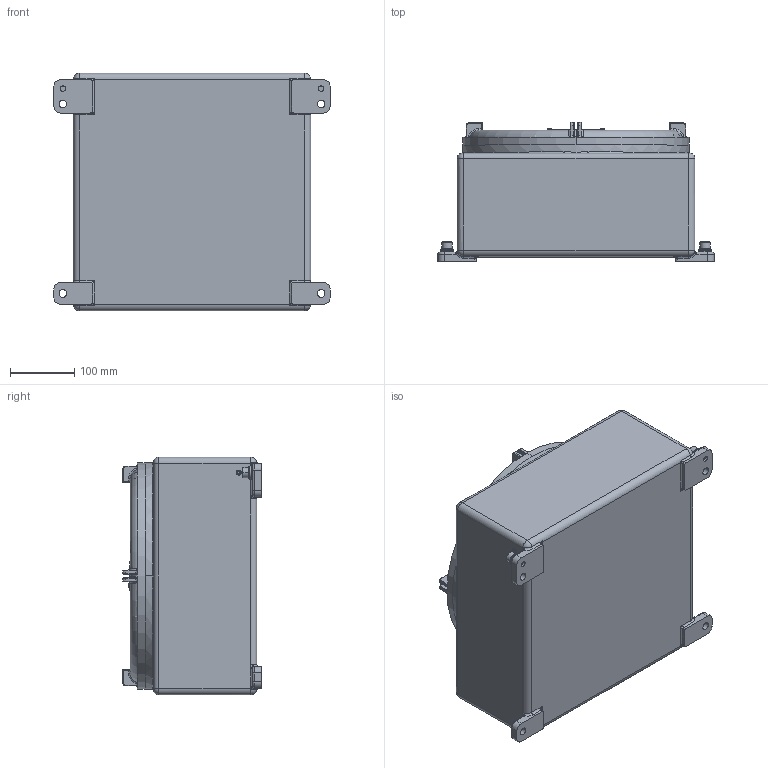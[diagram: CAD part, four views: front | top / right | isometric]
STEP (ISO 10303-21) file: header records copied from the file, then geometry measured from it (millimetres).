
FILE_DESCRIPTION (( 'STEP AP203' ), '1' );
FILE_NAME ('40102040.step', '2019-04-15T14:01:48', ( '' ), ( '' ), 'SwSTEP 2.0', 'SolidWorks 2018', '' );
FILE_SCHEMA (( 'CONFIG_CONTROL_DESIGN' ));
Length unit declared in the file: millimetre
Products named in the file (19): 93428_DIN 912 M6 x 10 --- 10N; 82464; 70653; 93412; 92780; 98063; 70603; 92081; 83159_nur f〉 darstellung; 92783; 40102040; 92793; 40302040; 40000036126_7g; 83156; 93431_EN ISO 4762 M10 x 16 - 16N; 93414; 98086; 40000037272_M3
Assembly tree (34 placements, depth 2):
  40102040
    70603
    82464
    40302040
    98063  x6
    93428_DIN 912 M6 x 10 --- 10N  x5
    98086
    92081  x3
    70653
    92783
    93414  x2
    92780
    93412  x2
    83156  x4
    83159_nur f〉 darstellung  x2
    93431_EN ISO 4762 M10 x 16 - 16N  x2
    40000037272_M3
  92793
  40000036126_7g
Bounding box: 430 x 216 x 370 mm (x, y, z)
Volume: 7950067.5 mm3; surface area: 1306600.9 mm2
Topology: 34 solids, 34 shells, 2464 faces, 5792 edges, 3274 vertices
Faces by surface type: cylinder 865, plane 584, bspline 503, torus 410, cone 74, sphere 28
Entity records: 84772 total; most frequent: CARTESIAN_POINT 36038, ORIENTED_EDGE 9824, DIRECTION 9648, EDGE_CURVE 4912, AXIS2_PLACEMENT_3D 3955, VERTEX_POINT 2855, EDGE_LOOP 2271, CIRCLE 2249
